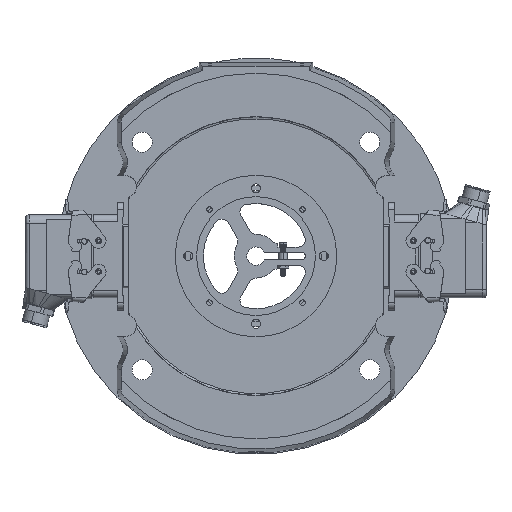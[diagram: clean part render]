
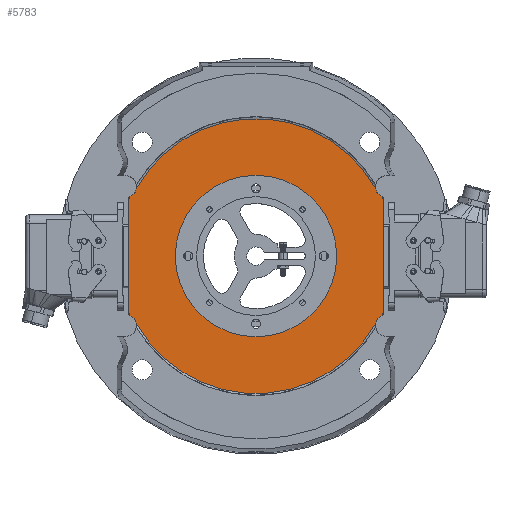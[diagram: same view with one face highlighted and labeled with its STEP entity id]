
A CAD part, top view. The second image highlights one B-rep face of the part: STEP entity #5783.
In plain terms, the highlighted planar face has unit normal (0, 0, 1).
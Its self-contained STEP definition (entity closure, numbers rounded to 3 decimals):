
#227=CARTESIAN_POINT('',(0.,0.,3.117));
#228=DIRECTION('',(0.,0.,-1.));
#229=DIRECTION('',(-0.871,0.491,0.));
#230=AXIS2_PLACEMENT_3D('',#227,#228,#229);
#401=CARTESIAN_POINT('',(4.465,2.37,3.117));
#402=DIRECTION('',(0.,0.,1.));
#403=DIRECTION('',(-0.985,-0.174,0.));
#404=AXIS2_PLACEMENT_3D('',#401,#402,#403);
#406=CARTESIAN_POINT('',(0.,0.,3.117));
#407=DIRECTION('',(0.,0.,1.));
#408=DIRECTION('',(0.913,0.408,0.));
#409=AXIS2_PLACEMENT_3D('',#406,#407,#408);
#411=DIRECTION('',(0.,-1.,0.));
#412=VECTOR('',#411,3.888);
#413=CARTESIAN_POINT('',(4.345,1.944,3.117));
#414=LINE('',#413,#412);
#415=CARTESIAN_POINT('',(0.,0.,3.117));
#416=DIRECTION('',(0.,0.,1.));
#417=DIRECTION('',(0.905,-0.425,0.));
#418=AXIS2_PLACEMENT_3D('',#415,#416,#417);
#420=CARTESIAN_POINT('',(4.465,-2.37,3.117));
#421=DIRECTION('',(0.,0.,1.));
#422=DIRECTION('',(-0.412,0.911,0.));
#423=AXIS2_PLACEMENT_3D('',#420,#421,#422);
#425=CARTESIAN_POINT('',(-4.465,-2.37,3.117));
#426=DIRECTION('',(0.,0.,1.));
#427=DIRECTION('',(0.985,0.174,0.));
#428=AXIS2_PLACEMENT_3D('',#425,#426,#427);
#430=CARTESIAN_POINT('',(0.,0.,3.117));
#431=DIRECTION('',(0.,0.,1.));
#432=DIRECTION('',(-0.913,-0.408,0.));
#433=AXIS2_PLACEMENT_3D('',#430,#431,#432);
#435=DIRECTION('',(0.,1.,0.));
#436=VECTOR('',#435,3.888);
#437=CARTESIAN_POINT('',(-4.345,-1.944,3.117));
#438=LINE('',#437,#436);
#439=CARTESIAN_POINT('',(0.,0.,3.117));
#440=DIRECTION('',(0.,0.,1.));
#441=DIRECTION('',(-0.905,0.425,0.));
#442=AXIS2_PLACEMENT_3D('',#439,#440,#441);
#444=CARTESIAN_POINT('',(-4.465,2.37,3.117));
#445=DIRECTION('',(0.,0.,1.));
#446=DIRECTION('',(0.412,-0.911,0.));
#447=AXIS2_PLACEMENT_3D('',#444,#445,#446);
#449=CARTESIAN_POINT('',(0.,0.,3.117));
#450=DIRECTION('',(0.,0.,1.));
#451=DIRECTION('',(1.,0.,0.));
#452=AXIS2_PLACEMENT_3D('',#449,#450,#451);
#454=CARTESIAN_POINT('',(0.,0.,3.117));
#455=DIRECTION('',(0.,0.,1.));
#456=DIRECTION('',(-1.,0.,0.));
#457=AXIS2_PLACEMENT_3D('',#454,#455,#456);
#3561=CARTESIAN_POINT('',(0.,0.,3.117));
#3562=DIRECTION('',(0.,0.,-1.));
#3563=DIRECTION('',(0.871,-0.491,0.));
#3564=AXIS2_PLACEMENT_3D('',#3561,#3562,#3563);
#5147=CARTESIAN_POINT('',(4.345,1.944,3.117));
#5148=CARTESIAN_POINT('',(4.345,-1.944,3.117));
#5149=VERTEX_POINT('',#5147);
#5150=VERTEX_POINT('',#5148);
#5151=CARTESIAN_POINT('',(-4.345,-1.944,3.117));
#5152=CARTESIAN_POINT('',(-4.345,1.944,3.117));
#5153=VERTEX_POINT('',#5151);
#5154=VERTEX_POINT('',#5152);
#5155=CARTESIAN_POINT('',(4.308,2.024,3.117));
#5156=VERTEX_POINT('',#5155);
#5157=CARTESIAN_POINT('',(-4.308,2.024,3.117));
#5158=VERTEX_POINT('',#5157);
#5159=CARTESIAN_POINT('',(4.308,-2.024,3.117));
#5160=VERTEX_POINT('',#5159);
#5161=CARTESIAN_POINT('',(-4.308,-2.024,3.117));
#5162=VERTEX_POINT('',#5161);
#5207=CARTESIAN_POINT('',(2.758,0.,3.117));
#5208=CARTESIAN_POINT('',(-2.758,0.,3.117));
#5209=VERTEX_POINT('',#5207);
#5210=VERTEX_POINT('',#5208);
#5279=CARTESIAN_POINT('',(-4.091,2.304,3.117));
#5280=CARTESIAN_POINT('',(4.091,2.304,3.117));
#5281=VERTEX_POINT('',#5279);
#5282=VERTEX_POINT('',#5280);
#5287=CARTESIAN_POINT('',(4.091,-2.304,3.117));
#5288=CARTESIAN_POINT('',(-4.091,-2.304,3.117));
#5289=VERTEX_POINT('',#5287);
#5290=VERTEX_POINT('',#5288);
#5747=CARTESIAN_POINT('',(0.,0.,3.117));
#5748=DIRECTION('',(0.,0.,1.));
#5749=DIRECTION('',(1.,0.,0.));
#5750=AXIS2_PLACEMENT_3D('',#5747,#5748,#5749);
#5751=PLANE('',#5750);
#5752=ORIENTED_EDGE('',*,*,#5737,.T.);
#5754=ORIENTED_EDGE('',*,*,#5753,.T.);
#5756=ORIENTED_EDGE('',*,*,#5755,.F.);
#5758=ORIENTED_EDGE('',*,*,#5757,.T.);
#5760=ORIENTED_EDGE('',*,*,#5759,.F.);
#5762=ORIENTED_EDGE('',*,*,#5761,.T.);
#5764=ORIENTED_EDGE('',*,*,#5763,.T.);
#5766=ORIENTED_EDGE('',*,*,#5765,.T.);
#5768=ORIENTED_EDGE('',*,*,#5767,.F.);
#5770=ORIENTED_EDGE('',*,*,#5769,.T.);
#5772=ORIENTED_EDGE('',*,*,#5771,.F.);
#5774=ORIENTED_EDGE('',*,*,#5773,.T.);
#5775=EDGE_LOOP('',(#5752,#5754,#5756,#5758,#5760,#5762,#5764,#5766,#5768,#5770,
#5772,#5774));
#5776=FACE_OUTER_BOUND('',#5775,.F.);
#5778=ORIENTED_EDGE('',*,*,#5777,.T.);
#5780=ORIENTED_EDGE('',*,*,#5779,.T.);
#5781=EDGE_LOOP('',(#5778,#5780));
#5782=FACE_BOUND('',#5781,.F.);
#5783=ADVANCED_FACE('',(#5776,#5782),#5751,.T.);
#231=CIRCLE('',#230,4.695);
#405=CIRCLE('',#404,0.38);
#410=CIRCLE('',#409,4.76);
#419=CIRCLE('',#418,4.76);
#424=CIRCLE('',#423,0.38);
#429=CIRCLE('',#428,0.38);
#434=CIRCLE('',#433,4.76);
#443=CIRCLE('',#442,4.76);
#448=CIRCLE('',#447,0.38);
#453=CIRCLE('',#452,2.758);
#458=CIRCLE('',#457,2.758);
#3565=CIRCLE('',#3564,4.695);
#5737=EDGE_CURVE('',#5281,#5282,#231,.T.);
#5753=EDGE_CURVE('',#5282,#5156,#405,.T.);
#5755=EDGE_CURVE('',#5149,#5156,#410,.T.);
#5757=EDGE_CURVE('',#5149,#5150,#414,.T.);
#5759=EDGE_CURVE('',#5160,#5150,#419,.T.);
#5761=EDGE_CURVE('',#5160,#5289,#424,.T.);
#5763=EDGE_CURVE('',#5289,#5290,#3565,.T.);
#5765=EDGE_CURVE('',#5290,#5162,#429,.T.);
#5767=EDGE_CURVE('',#5153,#5162,#434,.T.);
#5769=EDGE_CURVE('',#5153,#5154,#438,.T.);
#5771=EDGE_CURVE('',#5158,#5154,#443,.T.);
#5773=EDGE_CURVE('',#5158,#5281,#448,.T.);
#5777=EDGE_CURVE('',#5209,#5210,#453,.T.);
#5779=EDGE_CURVE('',#5210,#5209,#458,.T.);
